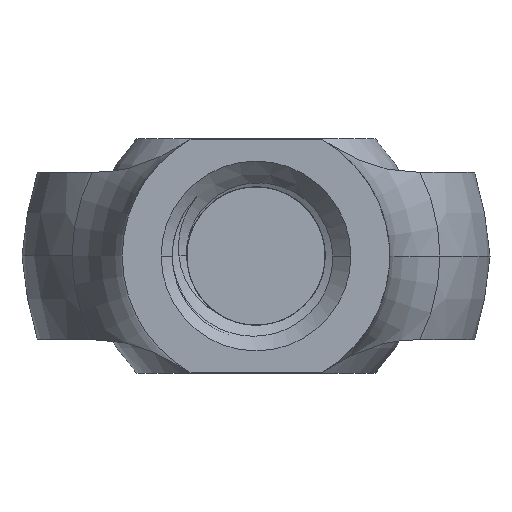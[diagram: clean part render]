
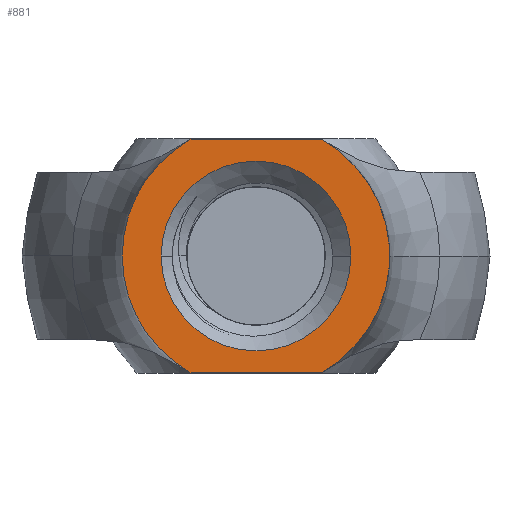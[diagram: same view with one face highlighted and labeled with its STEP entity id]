
A CAD part, front view. The second image highlights one B-rep face of the part: STEP entity #881.
In plain terms, the highlighted planar face has unit normal (0, -1, 0).
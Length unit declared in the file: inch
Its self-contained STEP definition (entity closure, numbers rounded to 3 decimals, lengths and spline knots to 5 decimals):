
#64 = VECTOR ( 'NONE', #2787, 39.37008 ) ;
#164 = DIRECTION ( 'NONE',  ( 0., 1., 0. ) ) ;
#179 = ORIENTED_EDGE ( 'NONE', *, *, #4115, .F. ) ;
#248 = CARTESIAN_POINT ( 'NONE',  ( 0.17735, -0.6875, 0. ) ) ;
#317 = AXIS2_PLACEMENT_3D ( 'NONE', #1081, #3916, #1487 ) ;
#324 = ORIENTED_EDGE ( 'NONE', *, *, #2557, .F. ) ;
#382 = VECTOR ( 'NONE', #773, 39.37008 ) ;
#390 = CARTESIAN_POINT ( 'NONE',  ( 0., -0.6875, 0. ) ) ;
#399 = EDGE_CURVE ( 'NONE', #1302, #434, #2788, .T. ) ;
#434 = VERTEX_POINT ( 'NONE', #248 ) ;
#529 = CARTESIAN_POINT ( 'NONE',  ( 0.12148, -0.6875, -0.2185 ) ) ;
#615 = CARTESIAN_POINT ( 'NONE',  ( 0.25, -0.6875, 0. ) ) ;
#678 = VERTEX_POINT ( 'NONE', #2491 ) ;
#745 = DIRECTION ( 'NONE',  ( 0., 1., 0. ) ) ;
#773 = DIRECTION ( 'NONE',  ( 1., 0., 0. ) ) ;
#775 = EDGE_LOOP ( 'NONE', ( #4512, #324, #1435, #908, #2004 ) ) ;
#818 = DIRECTION ( 'NONE',  ( -1., 0., 0. ) ) ;
#860 = CIRCLE ( 'NONE', #2027, 0.17735 ) ;
#881 = ADVANCED_FACE ( 'NONE', ( #3402, #3275 ), #2819, .F. ) ;
#908 = ORIENTED_EDGE ( 'NONE', *, *, #2019, .F. ) ;
#1081 = CARTESIAN_POINT ( 'NONE',  ( 0., -0.6875, 0. ) ) ;
#1090 = CIRCLE ( 'NONE', #1145, 0.25 ) ;
#1109 = VERTEX_POINT ( 'NONE', #3570 ) ;
#1145 = AXIS2_PLACEMENT_3D ( 'NONE', #390, #3265, #818 ) ;
#1182 = VERTEX_POINT ( 'NONE', #4794 ) ;
#1235 = AXIS2_PLACEMENT_3D ( 'NONE', #615, #1442, #4267 ) ;
#1302 = VERTEX_POINT ( 'NONE', #3663 ) ;
#1435 = ORIENTED_EDGE ( 'NONE', *, *, #2307, .T. ) ;
#1442 = DIRECTION ( 'NONE',  ( 0., 1., 0. ) ) ;
#1487 = DIRECTION ( 'NONE',  ( 1., 0., 0. ) ) ;
#1508 = LINE ( 'NONE', #1582, #382 ) ;
#1551 = CARTESIAN_POINT ( 'NONE',  ( -0.2185, -0.6875, 0.2185 ) ) ;
#1582 = CARTESIAN_POINT ( 'NONE',  ( -0.2185, -0.6875, -0.2185 ) ) ;
#1749 = DIRECTION ( 'NONE',  ( 0., -1., 0. ) ) ;
#1872 = VERTEX_POINT ( 'NONE', #529 ) ;
#2004 = ORIENTED_EDGE ( 'NONE', *, *, #2285, .F. ) ;
#2009 = CARTESIAN_POINT ( 'NONE',  ( -0.12148, -0.6875, -0.2185 ) ) ;
#2019 = EDGE_CURVE ( 'NONE', #1109, #678, #3377, .T. ) ;
#2027 = AXIS2_PLACEMENT_3D ( 'NONE', #4165, #1749, #4552 ) ;
#2285 = EDGE_CURVE ( 'NONE', #2431, #1109, #3355, .T. ) ;
#2307 = EDGE_CURVE ( 'NONE', #1182, #678, #4414, .T. ) ;
#2399 = ORIENTED_EDGE ( 'NONE', *, *, #399, .F. ) ;
#2431 = VERTEX_POINT ( 'NONE', #2009 ) ;
#2477 = EDGE_LOOP ( 'NONE', ( #179, #2399 ) ) ;
#2491 = CARTESIAN_POINT ( 'NONE',  ( -0.12148, -0.6875, 0.2185 ) ) ;
#2557 = EDGE_CURVE ( 'NONE', #1182, #1872, #1090, .T. ) ;
#2660 = CARTESIAN_POINT ( 'NONE',  ( 0., -0.6875, 0. ) ) ;
#2787 = DIRECTION ( 'NONE',  ( -1., 0., 0. ) ) ;
#2788 = CIRCLE ( 'NONE', #317, 0.17735 ) ;
#2819 = PLANE ( 'NONE',  #1235 ) ;
#3069 = DIRECTION ( 'NONE',  ( -1., 0., 0. ) ) ;
#3197 = CARTESIAN_POINT ( 'NONE',  ( 0., -0.6875, 0. ) ) ;
#3265 = DIRECTION ( 'NONE',  ( 0., 1., 0. ) ) ;
#3275 = FACE_OUTER_BOUND ( 'NONE', #775, .T. ) ;
#3355 = CIRCLE ( 'NONE', #5284, 0.25 ) ;
#3377 = CIRCLE ( 'NONE', #4889, 0.25 ) ;
#3402 = FACE_BOUND ( 'NONE', #2477, .T. ) ;
#3570 = CARTESIAN_POINT ( 'NONE',  ( -0.25, -0.6875, 0. ) ) ;
#3589 = DIRECTION ( 'NONE',  ( -1., 0., 0. ) ) ;
#3663 = CARTESIAN_POINT ( 'NONE',  ( -0.17735, -0.6875, 0. ) ) ;
#3916 = DIRECTION ( 'NONE',  ( 0., -1., 0. ) ) ;
#4115 = EDGE_CURVE ( 'NONE', #434, #1302, #860, .T. ) ;
#4165 = CARTESIAN_POINT ( 'NONE',  ( 0., -0.6875, 0. ) ) ;
#4267 = DIRECTION ( 'NONE',  ( -1., 0., 0. ) ) ;
#4414 = LINE ( 'NONE', #1551, #64 ) ;
#4512 = ORIENTED_EDGE ( 'NONE', *, *, #4829, .T. ) ;
#4552 = DIRECTION ( 'NONE',  ( 1., 0., 0. ) ) ;
#4794 = CARTESIAN_POINT ( 'NONE',  ( 0.12148, -0.6875, 0.2185 ) ) ;
#4829 = EDGE_CURVE ( 'NONE', #2431, #1872, #1508, .T. ) ;
#4889 = AXIS2_PLACEMENT_3D ( 'NONE', #2660, #164, #3069 ) ;
#5284 = AXIS2_PLACEMENT_3D ( 'NONE', #3197, #745, #3589 ) ;
